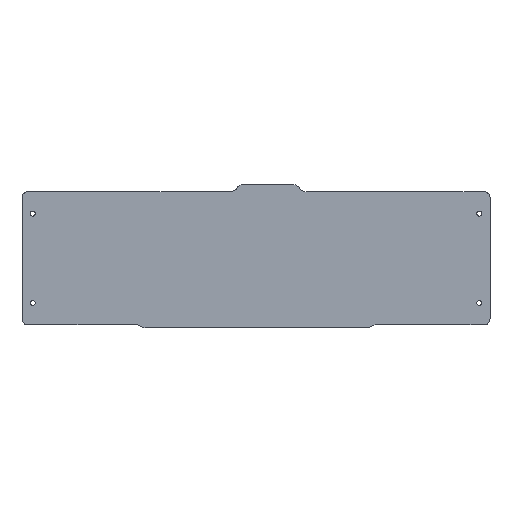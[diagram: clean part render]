
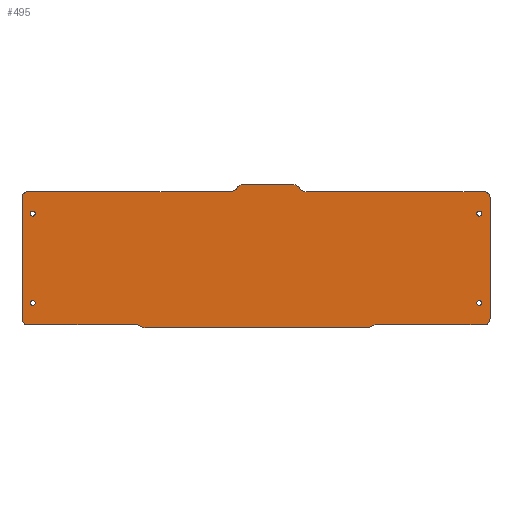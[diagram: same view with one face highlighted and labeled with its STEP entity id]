
A CAD part, top view. The second image highlights one B-rep face of the part: STEP entity #495.
In plain terms, the highlighted planar face has unit normal (0, 0, 1).
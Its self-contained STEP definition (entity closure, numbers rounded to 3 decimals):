
#15=FACE_BOUND('',#108,.T.);
#16=FACE_BOUND('',#109,.T.);
#17=FACE_BOUND('',#110,.T.);
#18=FACE_BOUND('',#111,.T.);
#24=B_SPLINE_CURVE_WITH_KNOTS('',3,(#772,#773,#774,#775,#776,#777,#778,
#779,#780,#781),.UNSPECIFIED.,.F.,.F.,(4,3,3,4),(0.,0.207,0.371,
0.535),.UNSPECIFIED.);
#26=B_SPLINE_CURVE_WITH_KNOTS('',3,(#817,#818,#819,#820,#821,#822,#823,
#824,#825,#826),.UNSPECIFIED.,.F.,.F.,(4,3,3,4),(-0.534,-0.371,
-0.207,0.),.UNSPECIFIED.);
#30=CIRCLE('',#528,4.7);
#32=CIRCLE('',#531,4.7);
#34=CIRCLE('',#536,5.);
#36=CIRCLE('',#540,5.);
#37=CIRCLE('',#542,3.7);
#38=CIRCLE('',#543,3.7);
#39=CIRCLE('',#544,5.);
#40=CIRCLE('',#545,5.);
#41=CIRCLE('',#546,3.7);
#42=CIRCLE('',#547,3.7);
#43=CIRCLE('',#548,1.6);
#44=CIRCLE('',#549,1.6);
#45=CIRCLE('',#550,1.6);
#46=CIRCLE('',#551,1.6);
#81=FACE_OUTER_BOUND('',#107,.T.);
#107=EDGE_LOOP('',(#371,#372,#373,#374,#375,#376,#377,#378,#379,#380,#381,
#382,#383,#384,#385,#386,#387,#388,#389,#390));
#108=EDGE_LOOP('',(#391));
#109=EDGE_LOOP('',(#392));
#110=EDGE_LOOP('',(#393));
#111=EDGE_LOOP('',(#394));
#133=LINE('',#731,#173);
#139=LINE('',#833,#179);
#144=LINE('',#842,#184);
#147=LINE('',#854,#187);
#152=LINE('',#871,#192);
#153=LINE('',#875,#193);
#154=LINE('',#879,#194);
#155=LINE('',#883,#195);
#173=VECTOR('',#583,10.);
#179=VECTOR('',#603,10.);
#184=VECTOR('',#610,10.);
#187=VECTOR('',#621,10.);
#192=VECTOR('',#636,10.);
#193=VECTOR('',#641,10.);
#194=VECTOR('',#644,10.);
#195=VECTOR('',#647,10.);
#213=VERTEX_POINT('',#728);
#214=VERTEX_POINT('',#730);
#216=VERTEX_POINT('',#736);
#218=VERTEX_POINT('',#770);
#221=VERTEX_POINT('',#814);
#222=VERTEX_POINT('',#816);
#223=VERTEX_POINT('',#832);
#226=VERTEX_POINT('',#840);
#229=VERTEX_POINT('',#847);
#230=VERTEX_POINT('',#849);
#231=VERTEX_POINT('',#853);
#235=VERTEX_POINT('',#862);
#236=VERTEX_POINT('',#864);
#237=VERTEX_POINT('',#868);
#238=VERTEX_POINT('',#870);
#239=VERTEX_POINT('',#873);
#240=VERTEX_POINT('',#876);
#241=VERTEX_POINT('',#878);
#242=VERTEX_POINT('',#880);
#243=VERTEX_POINT('',#882);
#244=VERTEX_POINT('',#885);
#245=VERTEX_POINT('',#887);
#246=VERTEX_POINT('',#889);
#247=VERTEX_POINT('',#891);
#261=EDGE_CURVE('',#213,#214,#133,.T.);
#265=EDGE_CURVE('',#216,#213,#30,.T.);
#268=EDGE_CURVE('',#218,#216,#24,.T.);
#271=EDGE_CURVE('',#222,#221,#26,.T.);
#274=EDGE_CURVE('',#214,#221,#32,.T.);
#275=EDGE_CURVE('',#223,#222,#139,.T.);
#280=EDGE_CURVE('',#218,#226,#144,.T.);
#283=EDGE_CURVE('',#229,#230,#34,.T.);
#285=EDGE_CURVE('',#231,#230,#147,.T.);
#290=EDGE_CURVE('',#235,#236,#36,.T.);
#292=EDGE_CURVE('',#226,#237,#37,.T.);
#293=EDGE_CURVE('',#237,#238,#152,.T.);
#294=EDGE_CURVE('',#238,#231,#38,.T.);
#295=EDGE_CURVE('',#239,#229,#39,.T.);
#296=EDGE_CURVE('',#239,#236,#153,.T.);
#297=EDGE_CURVE('',#240,#235,#40,.T.);
#298=EDGE_CURVE('',#240,#241,#154,.T.);
#299=EDGE_CURVE('',#241,#242,#41,.T.);
#300=EDGE_CURVE('',#242,#243,#155,.T.);
#301=EDGE_CURVE('',#243,#223,#42,.T.);
#302=EDGE_CURVE('',#244,#244,#43,.T.);
#303=EDGE_CURVE('',#245,#245,#44,.T.);
#304=EDGE_CURVE('',#246,#246,#45,.T.);
#305=EDGE_CURVE('',#247,#247,#46,.T.);
#371=ORIENTED_EDGE('',*,*,#271,.T.);
#372=ORIENTED_EDGE('',*,*,#274,.F.);
#373=ORIENTED_EDGE('',*,*,#261,.F.);
#374=ORIENTED_EDGE('',*,*,#265,.F.);
#375=ORIENTED_EDGE('',*,*,#268,.F.);
#376=ORIENTED_EDGE('',*,*,#280,.T.);
#377=ORIENTED_EDGE('',*,*,#292,.T.);
#378=ORIENTED_EDGE('',*,*,#293,.T.);
#379=ORIENTED_EDGE('',*,*,#294,.T.);
#380=ORIENTED_EDGE('',*,*,#285,.T.);
#381=ORIENTED_EDGE('',*,*,#283,.F.);
#382=ORIENTED_EDGE('',*,*,#295,.F.);
#383=ORIENTED_EDGE('',*,*,#296,.T.);
#384=ORIENTED_EDGE('',*,*,#290,.F.);
#385=ORIENTED_EDGE('',*,*,#297,.F.);
#386=ORIENTED_EDGE('',*,*,#298,.T.);
#387=ORIENTED_EDGE('',*,*,#299,.T.);
#388=ORIENTED_EDGE('',*,*,#300,.T.);
#389=ORIENTED_EDGE('',*,*,#301,.T.);
#390=ORIENTED_EDGE('',*,*,#275,.T.);
#391=ORIENTED_EDGE('',*,*,#302,.T.);
#392=ORIENTED_EDGE('',*,*,#303,.T.);
#393=ORIENTED_EDGE('',*,*,#304,.T.);
#394=ORIENTED_EDGE('',*,*,#305,.T.);
#479=PLANE('',#541);
#495=ADVANCED_FACE('',(#81,#15,#16,#17,#18),#479,.F.);
#528=AXIS2_PLACEMENT_3D('',#738,#590,#591);
#531=AXIS2_PLACEMENT_3D('',#830,#599,#600);
#536=AXIS2_PLACEMENT_3D('',#850,#616,#617);
#540=AXIS2_PLACEMENT_3D('',#865,#629,#630);
#541=AXIS2_PLACEMENT_3D('',#867,#632,#633);
#542=AXIS2_PLACEMENT_3D('',#869,#634,#635);
#543=AXIS2_PLACEMENT_3D('',#872,#637,#638);
#544=AXIS2_PLACEMENT_3D('',#874,#639,#640);
#545=AXIS2_PLACEMENT_3D('',#877,#642,#643);
#546=AXIS2_PLACEMENT_3D('',#881,#645,#646);
#547=AXIS2_PLACEMENT_3D('',#884,#648,#649);
#548=AXIS2_PLACEMENT_3D('',#886,#650,#651);
#549=AXIS2_PLACEMENT_3D('',#888,#652,#653);
#550=AXIS2_PLACEMENT_3D('',#890,#654,#655);
#551=AXIS2_PLACEMENT_3D('',#892,#656,#657);
#583=DIRECTION('',(1.,0.,0.));
#590=DIRECTION('center_axis',(0.,0.,-1.));
#591=DIRECTION('ref_axis',(-0.845,0.535,0.));
#599=DIRECTION('center_axis',(0.,0.,-1.));
#600=DIRECTION('ref_axis',(0.,1.,0.));
#603=DIRECTION('',(-1.,0.,0.));
#610=DIRECTION('',(-1.,0.,0.));
#616=DIRECTION('center_axis',(0.,0.,1.));
#617=DIRECTION('ref_axis',(0.,-1.,0.));
#621=DIRECTION('',(1.,0.,0.));
#629=DIRECTION('center_axis',(0.,0.,-1.));
#630=DIRECTION('ref_axis',(0.,1.,0.));
#632=DIRECTION('center_axis',(0.,0.,-1.));
#633=DIRECTION('ref_axis',(1.,0.,0.));
#634=DIRECTION('center_axis',(0.,0.,1.));
#635=DIRECTION('ref_axis',(-1.,0.,0.));
#636=DIRECTION('',(0.,-1.,0.));
#637=DIRECTION('center_axis',(0.,0.,1.));
#638=DIRECTION('ref_axis',(0.,-1.,0.));
#639=DIRECTION('center_axis',(0.,0.,-1.));
#640=DIRECTION('ref_axis',(-0.383,-0.924,0.));
#641=DIRECTION('',(1.,0.,0.));
#642=DIRECTION('center_axis',(0.,0.,1.));
#643=DIRECTION('ref_axis',(-0.383,0.924,0.));
#644=DIRECTION('',(1.,0.,0.));
#645=DIRECTION('center_axis',(0.,0.,1.));
#646=DIRECTION('ref_axis',(1.,0.,0.));
#647=DIRECTION('',(0.,1.,0.));
#648=DIRECTION('center_axis',(0.,0.,1.));
#649=DIRECTION('ref_axis',(0.,1.,0.));
#650=DIRECTION('center_axis',(0.,0.,-1.));
#651=DIRECTION('ref_axis',(1.,0.,0.));
#652=DIRECTION('center_axis',(0.,0.,-1.));
#653=DIRECTION('ref_axis',(1.,0.,0.));
#654=DIRECTION('center_axis',(0.,0.,-1.));
#655=DIRECTION('ref_axis',(1.,0.,0.));
#656=DIRECTION('center_axis',(0.,0.,-1.));
#657=DIRECTION('ref_axis',(1.,0.,0.));
#728=CARTESIAN_POINT('',(125.496,8.348,-10.5));
#730=CARTESIAN_POINT('',(156.404,8.348,-10.5));
#731=CARTESIAN_POINT('',(144.877,8.348,-10.5));
#736=CARTESIAN_POINT('',(121.525,6.163,-10.5));
#738=CARTESIAN_POINT('Origin',(125.496,3.648,-10.5));
#770=CARTESIAN_POINT('',(117.048,3.7,-10.5));
#772=CARTESIAN_POINT('Ctrl Pts',(117.048,3.7,-10.5));
#773=CARTESIAN_POINT('Ctrl Pts',(117.738,3.7,-10.5));
#774=CARTESIAN_POINT('Ctrl Pts',(118.42,3.834,-10.5));
#775=CARTESIAN_POINT('Ctrl Pts',(119.058,4.096,-10.5));
#776=CARTESIAN_POINT('Ctrl Pts',(119.563,4.303,-10.5));
#777=CARTESIAN_POINT('Ctrl Pts',(120.034,4.587,-10.5));
#778=CARTESIAN_POINT('Ctrl Pts',(120.452,4.938,-10.5));
#779=CARTESIAN_POINT('Ctrl Pts',(120.871,5.289,-10.5));
#780=CARTESIAN_POINT('Ctrl Pts',(121.233,5.702,-10.5));
#781=CARTESIAN_POINT('Ctrl Pts',(121.525,6.163,-10.5));
#814=CARTESIAN_POINT('',(160.375,6.163,-10.5));
#816=CARTESIAN_POINT('',(164.852,3.7,-10.5));
#817=CARTESIAN_POINT('Ctrl Pts',(164.852,3.7,-10.5));
#818=CARTESIAN_POINT('Ctrl Pts',(164.306,3.7,-10.5));
#819=CARTESIAN_POINT('Ctrl Pts',(163.764,3.784,-10.5));
#820=CARTESIAN_POINT('Ctrl Pts',(163.244,3.95,-10.5));
#821=CARTESIAN_POINT('Ctrl Pts',(162.724,4.115,-10.5));
#822=CARTESIAN_POINT('Ctrl Pts',(162.233,4.36,-10.5));
#823=CARTESIAN_POINT('Ctrl Pts',(161.788,4.675,-10.5));
#824=CARTESIAN_POINT('Ctrl Pts',(161.224,5.075,-10.5));
#825=CARTESIAN_POINT('Ctrl Pts',(160.744,5.58,-10.5));
#826=CARTESIAN_POINT('Ctrl Pts',(160.375,6.163,-10.5));
#830=CARTESIAN_POINT('Origin',(156.404,3.648,-10.5));
#832=CARTESIAN_POINT('',(276.7,3.7,-10.5));
#833=CARTESIAN_POINT('',(61.675,3.7,-10.5));
#840=CARTESIAN_POINT('',(-10.,3.7,-10.5));
#842=CARTESIAN_POINT('',(61.675,3.7,-10.5));
#847=CARTESIAN_POINT('',(60.859,-80.781,-10.5));
#849=CARTESIAN_POINT('',(58.024,-79.9,-10.5));
#850=CARTESIAN_POINT('Origin',(58.024,-84.9,-10.5));
#853=CARTESIAN_POINT('',(-10.,-79.9,-10.5));
#854=CARTESIAN_POINT('',(96.605,-79.9,-10.5));
#862=CARTESIAN_POINT('',(206.076,-80.781,-10.5));
#864=CARTESIAN_POINT('',(203.241,-81.663,-10.5));
#865=CARTESIAN_POINT('Origin',(203.241,-76.663,-10.5));
#867=CARTESIAN_POINT('Origin',(133.35,-38.981,-10.5));
#868=CARTESIAN_POINT('',(-13.7,0.,-10.5));
#869=CARTESIAN_POINT('Origin',(-10.,0.,-10.5));
#870=CARTESIAN_POINT('',(-13.7,-76.2,-10.5));
#871=CARTESIAN_POINT('',(-13.7,-57.591,-10.5));
#872=CARTESIAN_POINT('Origin',(-10.,-76.2,-10.5));
#873=CARTESIAN_POINT('',(63.694,-81.663,-10.5));
#874=CARTESIAN_POINT('Origin',(63.694,-76.663,-10.5));
#875=CARTESIAN_POINT('',(169.214,-81.663,-10.5));
#876=CARTESIAN_POINT('',(208.911,-79.9,-10.5));
#877=CARTESIAN_POINT('Origin',(208.911,-84.9,-10.5));
#878=CARTESIAN_POINT('',(276.7,-79.9,-10.5));
#879=CARTESIAN_POINT('',(205.025,-79.9,-10.5));
#880=CARTESIAN_POINT('',(280.4,-76.2,-10.5));
#881=CARTESIAN_POINT('Origin',(276.7,-76.2,-10.5));
#882=CARTESIAN_POINT('',(280.4,0.,-10.5));
#883=CARTESIAN_POINT('',(280.4,-19.491,-10.5));
#884=CARTESIAN_POINT('Origin',(276.7,0.,-10.5));
#885=CARTESIAN_POINT('',(-8.6,-10.,-10.5));
#886=CARTESIAN_POINT('Origin',(-7.,-10.,-10.5));
#887=CARTESIAN_POINT('',(272.1,-10.,-10.5));
#888=CARTESIAN_POINT('Origin',(273.7,-10.,-10.5));
#889=CARTESIAN_POINT('',(272.1,-66.2,-10.5));
#890=CARTESIAN_POINT('Origin',(273.7,-66.2,-10.5));
#891=CARTESIAN_POINT('',(-8.6,-66.2,-10.5));
#892=CARTESIAN_POINT('Origin',(-7.,-66.2,-10.5));
